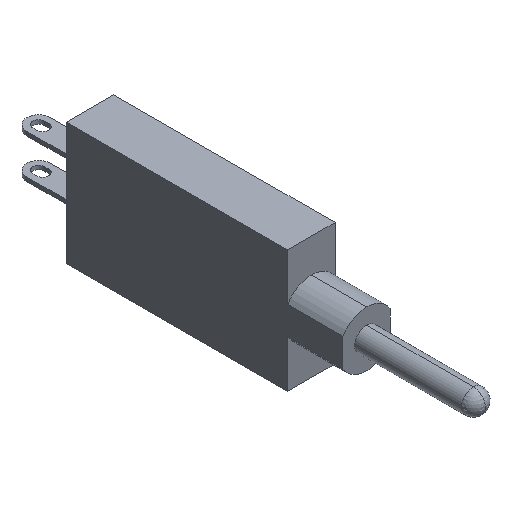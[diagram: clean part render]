
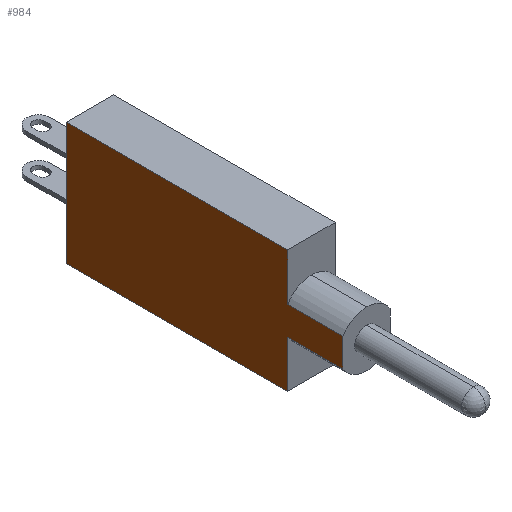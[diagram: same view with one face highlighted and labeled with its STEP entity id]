
A CAD part, isometric view. The second image highlights one B-rep face of the part: STEP entity #984.
In plain terms, the highlighted planar face has unit normal (-1, 0, 0).
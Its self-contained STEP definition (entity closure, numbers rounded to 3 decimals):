
#747=CARTESIAN_POINT('POINT46482',(-3.,-7.,
   -1.803));
#748=VERTEX_POINT('VERTEX46482',#747);
#751=CARTESIAN_POINT('POINT46483',(-3.,0.,
   -1.803));
#752=VERTEX_POINT('VERTEX46483',#751);
#753=CARTESIAN_POINT('POS78505',(-3.,-3.5,
   -1.803));
#754=DIRECTION('DIR112793',(0.,1.,
   0.));
#755=VECTOR('VEC44217',#754,25.4);
#756=LINE('STRAIGHT44217',#753,#755);
#757=EDGE_CURVE('EDGE70814',#748,#752,#756,.T.);
#766=CARTESIAN_POINT('POINT46484',(-3.,0.,
   -7.75));
#767=VERTEX_POINT('VERTEX46484',#766);
#768=CARTESIAN_POINT('POS78506',(-3.,0.,
   0.));
#769=DIRECTION('DIR112794',(0.,0.,-1.));
#770=VECTOR('VEC44218',#769,25.4);
#771=LINE('STRAIGHT44218',#768,#770);
#772=EDGE_CURVE('EDGE70816',#752,#767,#771,.T.);
#796=CARTESIAN_POINT('POINT46486',(-3.,28.001,-7.75));
#797=VERTEX_POINT('VERTEX46486',#796);
#813=CARTESIAN_POINT('POS78512',(-3.,14.001,-7.75));
#814=DIRECTION('DIR112801',(0.,1.,0.));
#815=VECTOR('VEC44223',#814,25.4);
#816=LINE('STRAIGHT44223',#813,#815);
#817=EDGE_CURVE('EDGE70821',#767,#797,#816,.T.);
#848=CARTESIAN_POINT('POINT46489',(-3.,28.001,7.75));
#849=VERTEX_POINT('VERTEX46489',#848);
#850=CARTESIAN_POINT('POS78515',(-3.,28.001,0.));
#851=DIRECTION('DIR112805',(0.,0.,-1.));
#852=VECTOR('VEC44225',#851,25.4);
#853=LINE('STRAIGHT44225',#850,#852);
#854=EDGE_CURVE('EDGE70823',#849,#797,#853,.T.);
#871=CARTESIAN_POINT('POINT46490',(-3.,0.,
   7.75));
#872=VERTEX_POINT('VERTEX46490',#871);
#873=CARTESIAN_POINT('POS78518',(-3.,14.001,7.75));
#874=DIRECTION('DIR112809',(0.,-1.,0.));
#875=VECTOR('VEC44227',#874,25.4);
#876=LINE('STRAIGHT44227',#873,#875);
#877=EDGE_CURVE('EDGE70825',#849,#872,#876,.T.);
#936=CARTESIAN_POINT('POINT46494',(-3.,-7.,
   1.803));
#937=VERTEX_POINT('VERTEX46494',#936);
#938=CARTESIAN_POINT('POS78525',(-3.,-7.,
   0.));
#939=DIRECTION('DIR112818',(0.,0.,
   -1.));
#940=VECTOR('VEC44232',#939,25.4);
#941=LINE('STRAIGHT44232',#938,#940);
#942=EDGE_CURVE('EDGE70831',#937,#748,#941,.T.);
#961=ORIENTED_EDGE('COEDGE141808',*,*,#854,.T.);
#962=ORIENTED_EDGE('COEDGE141809',*,*,#817,.F.);
#963=ORIENTED_EDGE('COEDGE141810',*,*,#772,.F.);
#964=ORIENTED_EDGE('COEDGE141811',*,*,#757,.F.);
#965=ORIENTED_EDGE('COEDGE141812',*,*,#942,.F.);
#966=CARTESIAN_POINT('POINT46496',(-3.,0.,
   1.803));
#967=VERTEX_POINT('VERTEX46496',#966);
#968=CARTESIAN_POINT('POS78527',(-3.,-3.5,1.803
   ));
#969=DIRECTION('DIR112821',(0.,-1.,
   0.));
#970=VECTOR('VEC44233',#969,25.4);
#971=LINE('STRAIGHT44233',#968,#970);
#972=EDGE_CURVE('EDGE70834',#967,#937,#971,.T.);
#973=ORIENTED_EDGE('COEDGE141813',*,*,#972,.F.);
#974=EDGE_CURVE('EDGE70835',#872,#967,#771,.T.);
#975=ORIENTED_EDGE('COEDGE141814',*,*,#974,.F.);
#976=ORIENTED_EDGE('COEDGE141815',*,*,#877,.F.);
#977=EDGE_LOOP('NONE',(#961,#962,#963,#964,#965,#973,#975,#976));
#978=FACE_BOUND('LOOP1',#977,.T.);
#979=CARTESIAN_POINT('POS78528',(-3.,14.001,0.));
#980=DIRECTION('DIR112822',(1.,0.,0.));
#981=DIRECTION('DIR112823',(0.,1.,0.));
#982=AXIS2_PLACEMENT_3D('AXIS34295',#979,#980,#981);
#983=PLANE('PLANE14797',#982);
#984=ADVANCED_FACE('FACE27913',(#978),#983,.F.);
